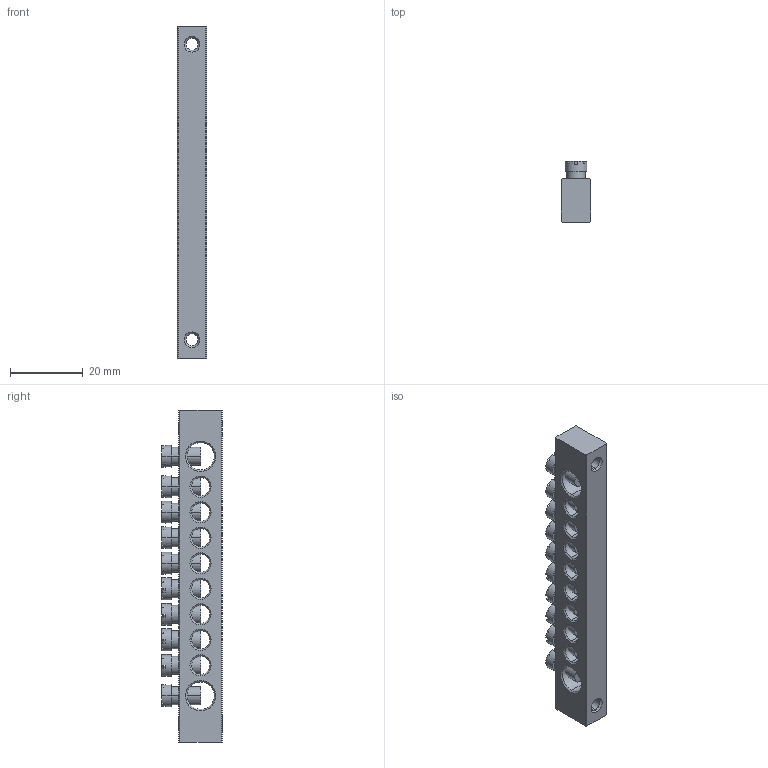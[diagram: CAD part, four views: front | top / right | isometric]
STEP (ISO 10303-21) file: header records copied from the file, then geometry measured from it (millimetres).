
FILE_DESCRIPTION (( 'STEP AP214' ), '1' );
FILE_NAME ('YNN21-10-100 Øèíà PEN çåìëÿ-íîëü 8õ12ìì 10_2 (10ãðóïïû_êðåï ïî êðàÿì) ÈÝÊ.STEP', '2016-08-24T13:32:48', ( 'user' ), ( '' ), 'SwSTEP 2.0', 'SolidWorks 2014', '' );
FILE_SCHEMA (( 'AUTOMOTIVE_DESIGN' ));
Length unit declared in the file: millimetre
Products named in the file (3): YNN21-10-100 Øèíà PEN çåìëÿ-íîëü 8õ12ìì 10_2 (10ãðóïïû_êðåï ïî êðàÿì) ÈÝÊ; Øèíà ÂõÍ n-2_8å12 10-2; Âèíò_Œ5
Assembly tree (11 placements, depth 2):
  YNN21-10-100 Øèíà PEN çåìëÿ-íîëü 8õ12ìì 10_2 (10ãðóïïû_êðåï ïî êðàÿì) ÈÝÊ
    Øèíà ÂõÍ n-2_8å12 10-2
    Âèíò_Œ5  x10
Bounding box: 8 x 16.7 x 91 mm (x, y, z)
Volume: 8206.2 mm3; surface area: 7446.2 mm2
Topology: 11 solids, 11 shells, 518 faces, 1364 edges, 878 vertices
Faces by surface type: plane 350, cone 84, cylinder 84
Entity records: 5828 total; most frequent: CARTESIAN_POINT 1491, DIRECTION 864, ORIENTED_EDGE 780, EDGE_CURVE 390, AXIS2_PLACEMENT_3D 340, VERTEX_POINT 239, EDGE_LOOP 205, VECTOR 184
